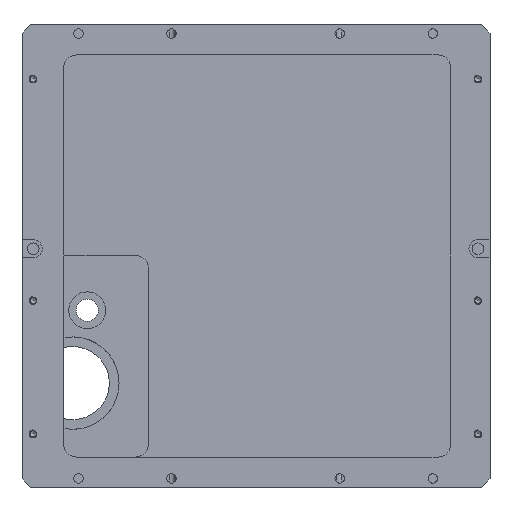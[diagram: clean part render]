
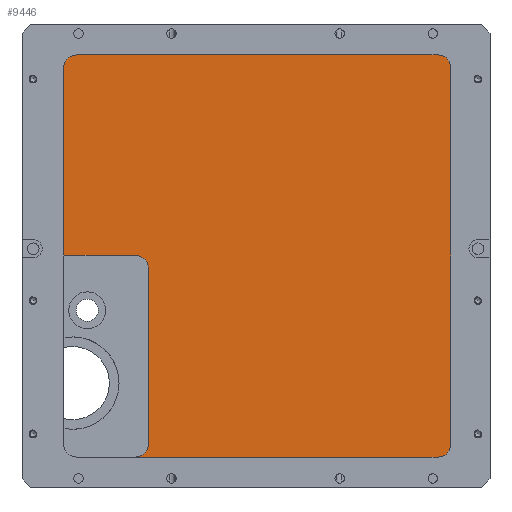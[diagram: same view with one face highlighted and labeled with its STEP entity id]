
A CAD part, front view. The second image highlights one B-rep face of the part: STEP entity #9446.
In plain terms, the highlighted planar face has unit normal (0, -1, 0).
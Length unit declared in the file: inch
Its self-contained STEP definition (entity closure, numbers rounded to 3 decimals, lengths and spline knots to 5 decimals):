
#182=PLANE('',#10190);
#492=CIRCLE('',#10109,0.22);
#493=CIRCLE('',#10114,0.22);
#494=CIRCLE('',#10117,0.22);
#529=CIRCLE('',#10181,0.22);
#531=CIRCLE('',#10185,0.22);
#533=CIRCLE('',#10189,0.22);
#960=FACE_OUTER_BOUND('',#1507,.T.);
#1507=EDGE_LOOP('',(#7806,#7807,#7808,#7809,#7810,#7811,#7812,#7813,#7814,
#7815,#7816,#7817));
#2341=LINE('',#22669,#3138);
#2344=LINE('',#22677,#3141);
#2353=LINE('',#22697,#3150);
#2355=LINE('',#22704,#3152);
#2506=LINE('',#23070,#3303);
#2510=LINE('',#23082,#3307);
#3138=VECTOR('',#11747,0.3937);
#3141=VECTOR('',#11756,0.3937);
#3150=VECTOR('',#11779,0.3937);
#3152=VECTOR('',#11787,0.3937);
#3303=VECTOR('',#12052,0.3937);
#3307=VECTOR('',#12064,0.3937);
#4163=VERTEX_POINT('',#22657);
#4164=VERTEX_POINT('',#22658);
#4165=VERTEX_POINT('',#22668);
#4166=VERTEX_POINT('',#22672);
#4167=VERTEX_POINT('',#22676);
#4168=VERTEX_POINT('',#22680);
#4171=VERTEX_POINT('',#22695);
#4173=VERTEX_POINT('',#22703);
#4329=VERTEX_POINT('',#23062);
#4331=VERTEX_POINT('',#23068);
#4333=VERTEX_POINT('',#23074);
#4335=VERTEX_POINT('',#23080);
#5367=EDGE_CURVE('',#4163,#4164,#492,.T.);
#5373=EDGE_CURVE('',#4165,#4163,#2341,.T.);
#5375=EDGE_CURVE('',#4166,#4165,#493,.T.);
#5377=EDGE_CURVE('',#4167,#4166,#2344,.T.);
#5379=EDGE_CURVE('',#4168,#4167,#494,.T.);
#5387=EDGE_CURVE('',#4171,#4164,#2353,.T.);
#5390=EDGE_CURVE('',#4168,#4173,#2355,.T.);
#5572=EDGE_CURVE('',#4329,#4171,#529,.T.);
#5575=EDGE_CURVE('',#4331,#4329,#2506,.T.);
#5578=EDGE_CURVE('',#4333,#4331,#531,.T.);
#5581=EDGE_CURVE('',#4335,#4333,#2510,.T.);
#5583=EDGE_CURVE('',#4173,#4335,#533,.T.);
#7806=ORIENTED_EDGE('',*,*,#5367,.T.);
#7807=ORIENTED_EDGE('',*,*,#5387,.F.);
#7808=ORIENTED_EDGE('',*,*,#5572,.F.);
#7809=ORIENTED_EDGE('',*,*,#5575,.F.);
#7810=ORIENTED_EDGE('',*,*,#5578,.F.);
#7811=ORIENTED_EDGE('',*,*,#5581,.F.);
#7812=ORIENTED_EDGE('',*,*,#5583,.F.);
#7813=ORIENTED_EDGE('',*,*,#5390,.F.);
#7814=ORIENTED_EDGE('',*,*,#5379,.T.);
#7815=ORIENTED_EDGE('',*,*,#5377,.T.);
#7816=ORIENTED_EDGE('',*,*,#5375,.T.);
#7817=ORIENTED_EDGE('',*,*,#5373,.T.);
#9446=ADVANCED_FACE('',(#960),#182,.F.);
#10109=AXIS2_PLACEMENT_3D('',#22659,#11734,#11735);
#10114=AXIS2_PLACEMENT_3D('',#22673,#11751,#11752);
#10117=AXIS2_PLACEMENT_3D('',#22681,#11760,#11761);
#10181=AXIS2_PLACEMENT_3D('',#23064,#12046,#12047);
#10185=AXIS2_PLACEMENT_3D('',#23076,#12058,#12059);
#10189=AXIS2_PLACEMENT_3D('',#23085,#12069,#12070);
#10190=AXIS2_PLACEMENT_3D('',#23086,#12071,#12072);
#11734=DIRECTION('center_axis',(0.,1.,0.));
#11735=DIRECTION('ref_axis',(0.,0.,-1.));
#11747=DIRECTION('',(0.,0.,-1.));
#11751=DIRECTION('center_axis',(0.,1.,0.));
#11752=DIRECTION('ref_axis',(1.,0.,0.));
#11756=DIRECTION('',(1.,0.,0.));
#11760=DIRECTION('center_axis',(0.,1.,0.));
#11761=DIRECTION('ref_axis',(0.,0.,1.));
#11779=DIRECTION('',(-1.,0.,0.));
#11787=DIRECTION('',(0.,0.,1.));
#12046=DIRECTION('center_axis',(0.,1.,0.));
#12047=DIRECTION('ref_axis',(1.,0.,0.));
#12052=DIRECTION('',(0.,0.,-1.));
#12058=DIRECTION('center_axis',(0.,1.,0.));
#12059=DIRECTION('ref_axis',(0.,0.,1.));
#12064=DIRECTION('',(1.,0.,0.));
#12069=DIRECTION('center_axis',(0.,1.,0.));
#12070=DIRECTION('ref_axis',(-1.,0.,0.));
#12071=DIRECTION('center_axis',(0.,1.,0.));
#12072=DIRECTION('ref_axis',(1.,0.,0.));
#22657=CARTESIAN_POINT('',(-15.49052,0.375,-3.69932));
#22658=CARTESIAN_POINT('',(-15.71052,0.375,-3.91932));
#22659=CARTESIAN_POINT('Origin',(-15.71052,0.375,-3.69932));
#22668=CARTESIAN_POINT('',(-15.49052,0.375,-0.64932));
#22669=CARTESIAN_POINT('',(-15.49052,0.375,-0.54432));
#22672=CARTESIAN_POINT('',(-15.71052,0.375,-0.42932));
#22673=CARTESIAN_POINT('Origin',(-15.71052,0.375,-0.64932));
#22676=CARTESIAN_POINT('',(-16.93687,0.375,-0.42932));
#22677=CARTESIAN_POINT('',(-15.27084,0.375,-0.42932));
#22680=CARTESIAN_POINT('',(-16.95411,0.375,-0.43));
#22681=CARTESIAN_POINT('Origin',(-16.93687,0.375,-0.64932));
#22695=CARTESIAN_POINT('',(-10.47552,0.375,-3.91932));
#22697=CARTESIAN_POINT('',(-10.25552,0.375,-3.91932));
#22703=CARTESIAN_POINT('',(-16.95411,0.375,2.82068));
#22704=CARTESIAN_POINT('',(-16.95411,0.375,-3.91932));
#23062=CARTESIAN_POINT('',(-10.25552,0.375,-3.69932));
#23064=CARTESIAN_POINT('Origin',(-10.47552,0.375,-3.69932));
#23068=CARTESIAN_POINT('',(-10.25552,0.375,2.82068));
#23070=CARTESIAN_POINT('',(-10.25552,0.375,2.82068));
#23074=CARTESIAN_POINT('',(-10.47552,0.375,3.04068));
#23076=CARTESIAN_POINT('Origin',(-10.47552,0.375,2.82068));
#23080=CARTESIAN_POINT('',(-16.73411,0.375,3.04068));
#23082=CARTESIAN_POINT('',(-16.73411,0.375,3.04068));
#23085=CARTESIAN_POINT('Origin',(-16.73411,0.375,2.82068));
#23086=CARTESIAN_POINT('Origin',(-13.60481,0.375,-0.43932));
